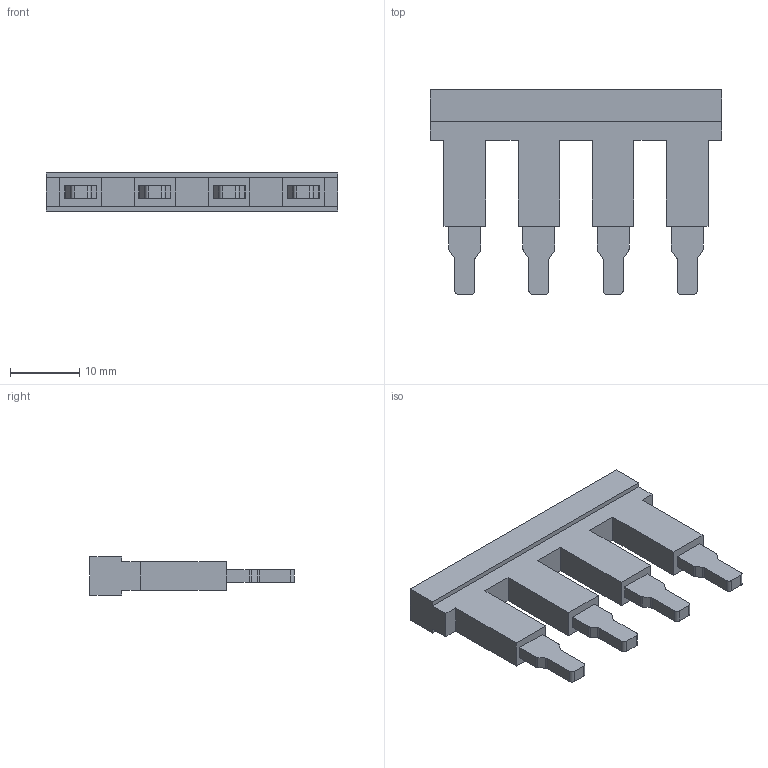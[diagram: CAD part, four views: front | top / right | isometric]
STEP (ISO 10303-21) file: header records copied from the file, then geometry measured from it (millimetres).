
FILE_DESCRIPTION (( 'STEP AP203' ), '1' );
FILE_NAME ('4''LÜ - 16 ÜST KÖPRÜ.STEP', '2020-03-25T10:03:24', ( '' ), ( '' ), 'SwSTEP 2.0', 'SolidWorks 2011', '' );
FILE_SCHEMA (( 'CONFIG_CONTROL_DESIGN' ));
Length unit declared in the file: millimetre
Products named in the file (1): 4''Lﾜ - 16 ﾜST KﾖPRﾜ
Bounding box: 42.1 x 29.5 x 5.5 mm (x, y, z)
Volume: 3004.6 mm3; surface area: 2563.3 mm2
Topology: 1 solids, 1 shells, 86 faces, 240 edges, 160 vertices
Faces by surface type: plane 62, cylinder 24
Entity records: 2829 total; most frequent: CARTESIAN_POINT 487, ORIENTED_EDGE 480, DIRECTION 462, EDGE_CURVE 240, LINE 192, VECTOR 192, VERTEX_POINT 160, AXIS2_PLACEMENT_3D 135
